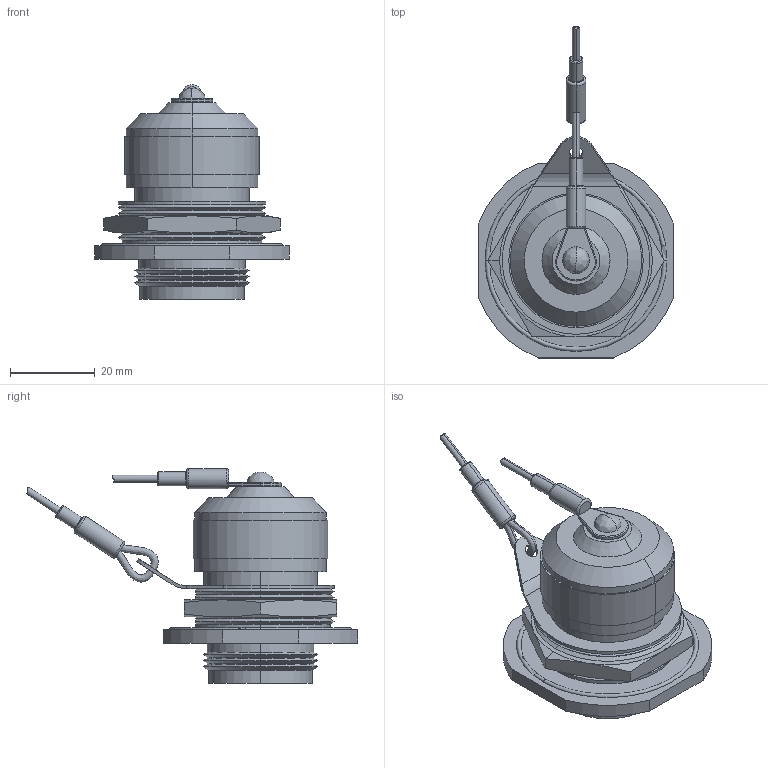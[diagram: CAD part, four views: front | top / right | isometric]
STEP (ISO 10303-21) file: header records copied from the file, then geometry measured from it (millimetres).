
FILE_DESCRIPTION (( 'STEP AP214' ), '1' );
FILE_NAME ('ECRJ1103U00.STEP', '2014-10-14T14:13:55', ( 'L-Com' ), ( 'L-Com Global Connectivity' ), 'SwSTEP 2.0', 'SolidWorks 2014', '' );
FILE_SCHEMA (( 'AUTOMOTIVE_DESIGN' ));
Length unit declared in the file: inch
Products named in the file (7): 3AB10-036-MA2_Cut Lanyard - Loop End; 3AB10-036-MA3; 3AB10-036-MA2_Cut Lanyard - Cap End; 3AB10-038; ECRJ1103U00-MA2; ECRJ1103U00-MA1; ECRJ1103U00
Assembly tree (6 placements, depth 2):
  ECRJ1103U00
    ECRJ1103U00-MA1
    ECRJ1103U00-MA2
    3AB10-038
    3AB10-036-MA2_Cut Lanyard - Cap End
    3AB10-036-MA3
    3AB10-036-MA2_Cut Lanyard - Loop End
Bounding box: 45.97 x 78.3 x 50.66 mm (x, y, z)
Volume: 32820.1 mm3; surface area: 18423.6 mm2
Topology: 8 solids, 8 shells, 387 faces, 921 edges, 566 vertices
Faces by surface type: plane 154, cylinder 109, cone 90, torus 21, bspline 13
Entity records: 17264 total; most frequent: CARTESIAN_POINT 4320, DIRECTION 1846, ORIENTED_EDGE 1838, EDGE_CURVE 919, AXIS2_PLACEMENT_3D 676, VERTEX_POINT 566, VECTOR 494, LINE 494
